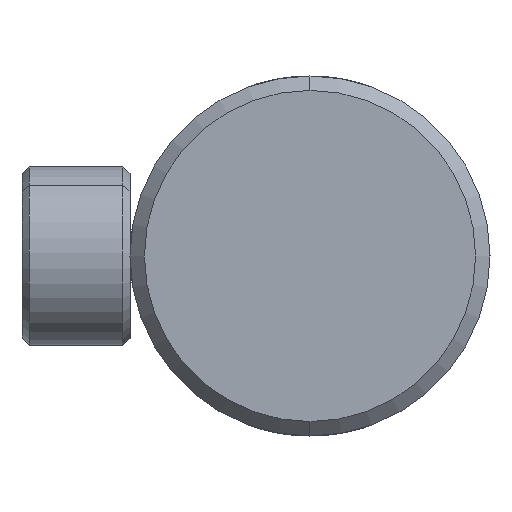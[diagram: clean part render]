
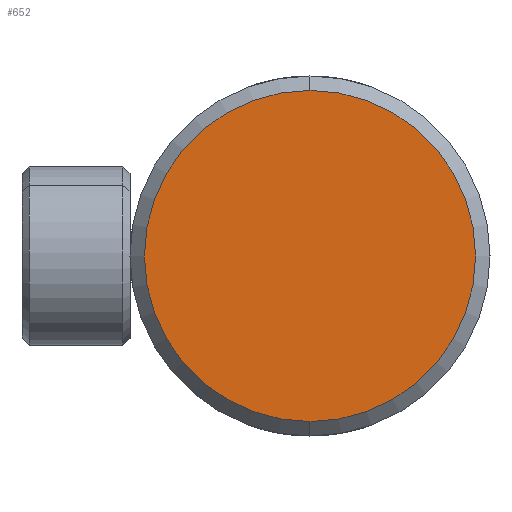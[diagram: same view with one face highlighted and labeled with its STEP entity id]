
A CAD part, left-side view. The second image highlights one B-rep face of the part: STEP entity #652.
In plain terms, the highlighted planar face has unit normal (-1, 0, 0).
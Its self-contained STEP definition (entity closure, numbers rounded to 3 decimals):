
#66 = DIRECTION ( 'NONE',  ( -1., 0., 0. ) ) ;
#192 = AXIS2_PLACEMENT_3D ( 'NONE', #384, #2195, #2813 ) ;
#203 = EDGE_CURVE ( 'NONE', #1369, #444, #2839, .T. ) ;
#384 = CARTESIAN_POINT ( 'NONE',  ( -38., 0., 0. ) ) ;
#444 = VERTEX_POINT ( 'NONE', #718 ) ;
#544 = EDGE_CURVE ( 'NONE', #444, #1369, #2375, .T. ) ;
#652 = ADVANCED_FACE ( 'NONE', ( #1742 ), #1790, .F. ) ;
#718 = CARTESIAN_POINT ( 'NONE',  ( -38., 0., 23. ) ) ;
#1286 = CARTESIAN_POINT ( 'NONE',  ( -38., 0., -23. ) ) ;
#1369 = VERTEX_POINT ( 'NONE', #1286 ) ;
#1387 = AXIS2_PLACEMENT_3D ( 'NONE', #2547, #66, #2060 ) ;
#1469 = AXIS2_PLACEMENT_3D ( 'NONE', #2275, #2753, #2472 ) ;
#1742 = FACE_OUTER_BOUND ( 'NONE', #2962, .T. ) ;
#1790 = PLANE ( 'NONE',  #1469 ) ;
#1843 = ORIENTED_EDGE ( 'NONE', *, *, #203, .T. ) ;
#2060 = DIRECTION ( 'NONE',  ( 0., 0., -1. ) ) ;
#2195 = DIRECTION ( 'NONE',  ( -1., 0., 0. ) ) ;
#2275 = CARTESIAN_POINT ( 'NONE',  ( -38., 25., 0. ) ) ;
#2375 = CIRCLE ( 'NONE', #192, 23. ) ;
#2470 = ORIENTED_EDGE ( 'NONE', *, *, #544, .T. ) ;
#2472 = DIRECTION ( 'NONE',  ( 0., 0., -1. ) ) ;
#2547 = CARTESIAN_POINT ( 'NONE',  ( -38., 0., 0. ) ) ;
#2753 = DIRECTION ( 'NONE',  ( 1., 0., 0. ) ) ;
#2813 = DIRECTION ( 'NONE',  ( 0., 0., -1. ) ) ;
#2839 = CIRCLE ( 'NONE', #1387, 23. ) ;
#2962 = EDGE_LOOP ( 'NONE', ( #1843, #2470 ) ) ;
